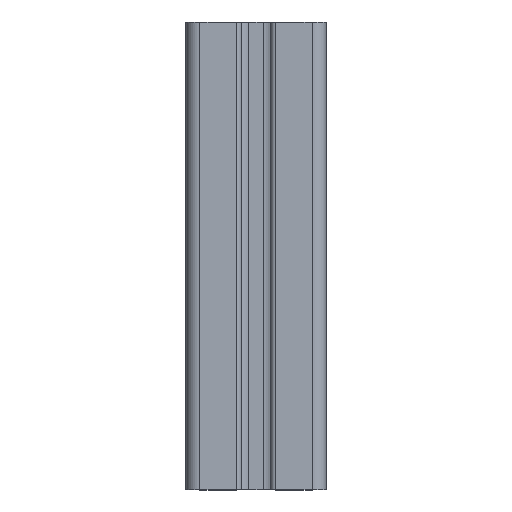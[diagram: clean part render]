
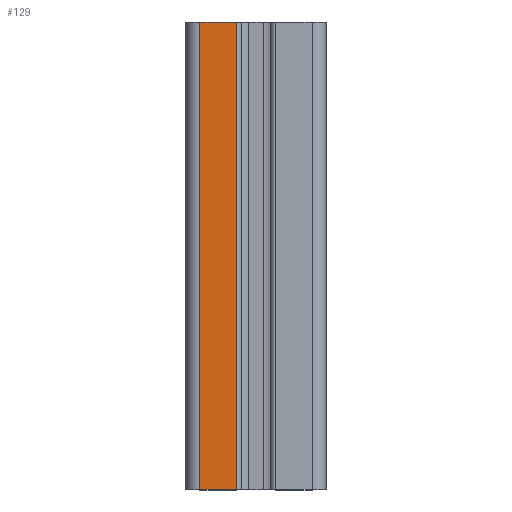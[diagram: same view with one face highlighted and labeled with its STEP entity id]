
A CAD part, top view. The second image highlights one B-rep face of the part: STEP entity #129.
In plain terms, the highlighted planar face has unit normal (0, 0, 1).
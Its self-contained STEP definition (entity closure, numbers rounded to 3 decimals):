
#129 = ADVANCED_FACE( '', ( #312 ), #313, .F. );
#312 = FACE_OUTER_BOUND( '', #547, .T. );
#313 = PLANE( '', #548 );
#547 = EDGE_LOOP( '', ( #919, #920, #921, #922 ) );
#548 = AXIS2_PLACEMENT_3D( '', #923, #924, #925 );
#919 = ORIENTED_EDGE( '', *, *, #1543, .T. );
#920 = ORIENTED_EDGE( '', *, *, #1593, .F. );
#921 = ORIENTED_EDGE( '', *, *, #1594, .F. );
#922 = ORIENTED_EDGE( '', *, *, #1595, .T. );
#923 = CARTESIAN_POINT( '', ( -12., 100., 15. ) );
#924 = DIRECTION( '', ( 0., 0., -1. ) );
#925 = DIRECTION( '', ( 0., 1., 0. ) );
#1543 = EDGE_CURVE( '', #1910, #1908, #1911, .T. );
#1593 = EDGE_CURVE( '', #1984, #1908, #1985, .T. );
#1594 = EDGE_CURVE( '', #1986, #1984, #1987, .T. );
#1595 = EDGE_CURVE( '', #1986, #1910, #1988, .T. );
#1908 = VERTEX_POINT( '', #2385 );
#1910 = VERTEX_POINT( '', #2387 );
#1911 = LINE( '', #2388, #2389 );
#1984 = VERTEX_POINT( '', #2488 );
#1985 = LINE( '', #2489, #2490 );
#1986 = VERTEX_POINT( '', #2491 );
#1987 = LINE( '', #2492, #2493 );
#1988 = LINE( '', #2494, #2495 );
#2385 = CARTESIAN_POINT( '', ( -4.175, 0., 15. ) );
#2387 = CARTESIAN_POINT( '', ( -12., 0., 15. ) );
#2388 = CARTESIAN_POINT( '', ( -12., 0., 15. ) );
#2389 = VECTOR( '', #2929, 1000. );
#2488 = CARTESIAN_POINT( '', ( -4.175, 100., 15. ) );
#2489 = CARTESIAN_POINT( '', ( -4.175, 100., 15. ) );
#2490 = VECTOR( '', #2986, 1000. );
#2491 = CARTESIAN_POINT( '', ( -12., 100., 15. ) );
#2492 = CARTESIAN_POINT( '', ( -12., 100., 15. ) );
#2493 = VECTOR( '', #2987, 1000. );
#2494 = CARTESIAN_POINT( '', ( -12., 100., 15. ) );
#2495 = VECTOR( '', #2988, 1000. );
#2929 = DIRECTION( '', ( 1., 0., 0. ) );
#2986 = DIRECTION( '', ( 0., -1., 0. ) );
#2987 = DIRECTION( '', ( 1., 0., 0. ) );
#2988 = DIRECTION( '', ( 0., -1., 0. ) );
